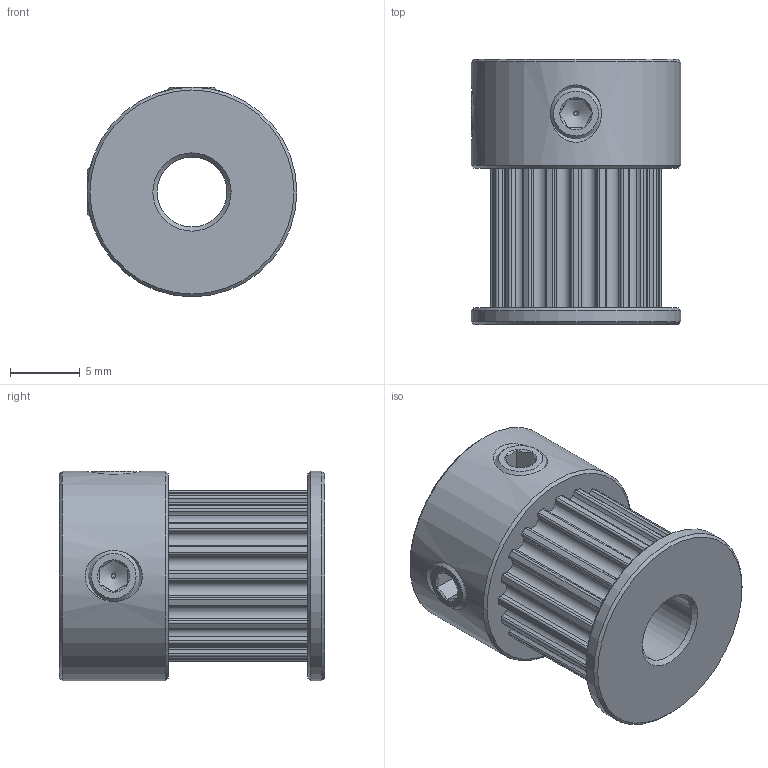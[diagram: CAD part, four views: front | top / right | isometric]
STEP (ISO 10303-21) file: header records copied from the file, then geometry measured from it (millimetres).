
FILE_DESCRIPTION(('FreeCAD Model'),'2;1');
FILE_NAME('Open CASCADE Shape Model','2022-03-16T22:17:53',(''),(''), 'Open CASCADE STEP processor 7.5','FreeCAD','Unknown');
FILE_SCHEMA(('AUTOMOTIVE_DESIGN { 1 0 10303 214 1 1 1 1 }'));
Length unit declared in the file: millimetre
Products named in the file (4): Pulley 20 Tooth 9mm; GT2_Pulley_20T_9mm; M4x5-Screw; M4x5-Screw025
Assembly tree (3 placements, depth 2):
  Pulley 20 Tooth 9mm
    GT2_Pulley_20T_9mm
    M4x5-Screw
    M4x5-Screw025
Bounding box: 15 x 19 x 15 mm (x, y, z)
Volume: 2257.7 mm3; surface area: 1948.2 mm2
Topology: 3 solids, 3 shells, 175 faces, 509 edges, 340 vertices
Faces by surface type: cylinder 127, cone 26, plane 20, sphere 2
Full cylindrical faces by diameter (mm): 3.3 x2, 4.04 x2, 5 x1, 15 x2
Entity records: 6563 total; most frequent: CARTESIAN_POINT 1514, DIRECTION 1197, ORIENTED_EDGE 1014, AXIS2_PLACEMENT_3D 521, EDGE_CURVE 507, VERTEX_POINT 340, CIRCLE 318, FACE_BOUND 183
